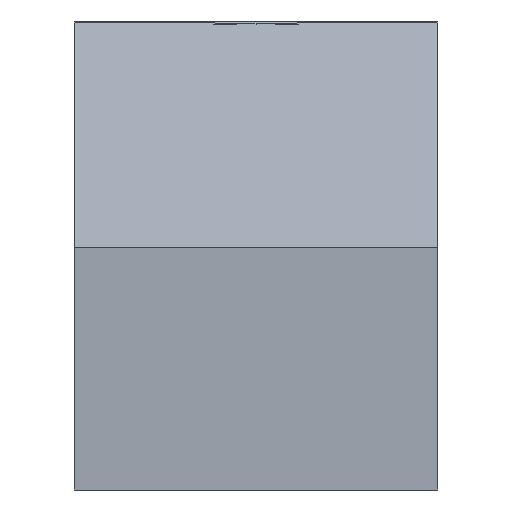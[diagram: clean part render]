
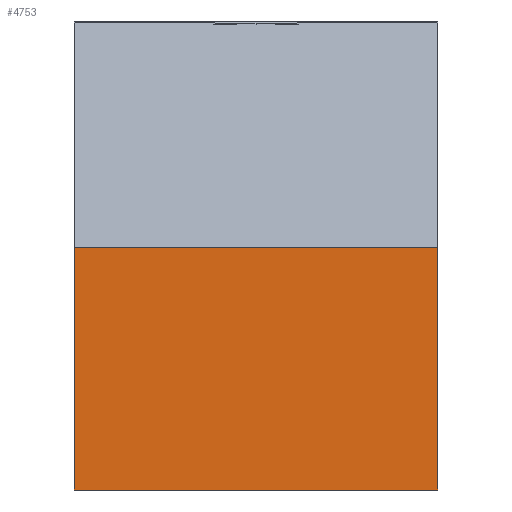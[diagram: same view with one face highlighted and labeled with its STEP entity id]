
A CAD part, left-side view. The second image highlights one B-rep face of the part: STEP entity #4753.
In plain terms, the highlighted planar face has unit normal (-1, 0, 0).
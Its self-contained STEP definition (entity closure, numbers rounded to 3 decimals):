
#44 = PLANE('',#45);
#45 = AXIS2_PLACEMENT_3D('',#46,#47,#48);
#46 = CARTESIAN_POINT('',(12.55,3.008,
    0.008));
#47 = DIRECTION('',(-0.,-0.,-1.));
#48 = DIRECTION('',(-1.,0.,0.));
#72 = PLANE('',#73);
#73 = AXIS2_PLACEMENT_3D('',#74,#75,#76);
#74 = CARTESIAN_POINT('',(12.531,6.008,2.772)
  );
#75 = DIRECTION('',(0.,1.,0.));
#76 = DIRECTION('',(0.,0.,1.));
#126 = PLANE('',#127);
#127 = AXIS2_PLACEMENT_3D('',#128,#129,#130);
#128 = CARTESIAN_POINT('',(12.531,0.008,
    2.772));
#129 = DIRECTION('',(-0.,-1.,-0.));
#130 = DIRECTION('',(0.,0.,-1.));
#143 = VERTEX_POINT('',#144);
#144 = CARTESIAN_POINT('',(0.009,0.008,
    0.008));
#165 = EDGE_CURVE('',#143,#166,#168,.T.);
#166 = VERTEX_POINT('',#167);
#167 = CARTESIAN_POINT('',(0.009,6.008,
    0.008));
#168 = SURFACE_CURVE('',#169,(#173,#180),.PCURVE_S1.);
#169 = LINE('',#170,#171);
#170 = CARTESIAN_POINT('',(0.009,0.008,
    0.008));
#171 = VECTOR('',#172,1.);
#172 = DIRECTION('',(0.,1.,0.));
#173 = PCURVE('',#44,#174);
#174 = DEFINITIONAL_REPRESENTATION('',(#175),#179);
#175 = LINE('',#176,#177);
#176 = CARTESIAN_POINT('',(12.54,-3.));
#177 = VECTOR('',#178,1.);
#178 = DIRECTION('',(0.,1.));
#179 = ( GEOMETRIC_REPRESENTATION_CONTEXT(2) 
PARAMETRIC_REPRESENTATION_CONTEXT() REPRESENTATION_CONTEXT('2D SPACE',''
  ) );
#180 = PCURVE('',#181,#186);
#181 = PLANE('',#182);
#182 = AXIS2_PLACEMENT_3D('',#183,#184,#185);
#183 = CARTESIAN_POINT('',(0.009,3.008,
    2.008));
#184 = DIRECTION('',(-1.,-0.,-0.));
#185 = DIRECTION('',(0.,0.,-1.));
#186 = DEFINITIONAL_REPRESENTATION('',(#187),#191);
#187 = LINE('',#188,#189);
#188 = CARTESIAN_POINT('',(2.,3.));
#189 = VECTOR('',#190,1.);
#190 = DIRECTION('',(0.,-1.));
#191 = ( GEOMETRIC_REPRESENTATION_CONTEXT(2) 
PARAMETRIC_REPRESENTATION_CONTEXT() REPRESENTATION_CONTEXT('2D SPACE',''
  ) );
#4753 = ADVANCED_FACE('',(#4754),#181,.T.);
#4754 = FACE_BOUND('',#4755,.T.);
#4755 = EDGE_LOOP('',(#4756,#4786,#4807,#4808));
#4756 = ORIENTED_EDGE('',*,*,#4757,.T.);
#4757 = EDGE_CURVE('',#4758,#4760,#4762,.T.);
#4758 = VERTEX_POINT('',#4759);
#4759 = CARTESIAN_POINT('',(0.009,0.008,
    4.008));
#4760 = VERTEX_POINT('',#4761);
#4761 = CARTESIAN_POINT('',(0.009,6.008,
    4.008));
#4762 = SURFACE_CURVE('',#4763,(#4767,#4774),.PCURVE_S1.);
#4763 = LINE('',#4764,#4765);
#4764 = CARTESIAN_POINT('',(0.009,0.008,
    4.008));
#4765 = VECTOR('',#4766,1.);
#4766 = DIRECTION('',(0.,1.,0.));
#4767 = PCURVE('',#181,#4768);
#4768 = DEFINITIONAL_REPRESENTATION('',(#4769),#4773);
#4769 = LINE('',#4770,#4771);
#4770 = CARTESIAN_POINT('',(-2.,3.));
#4771 = VECTOR('',#4772,1.);
#4772 = DIRECTION('',(0.,-1.));
#4773 = ( GEOMETRIC_REPRESENTATION_CONTEXT(2) 
PARAMETRIC_REPRESENTATION_CONTEXT() REPRESENTATION_CONTEXT('2D SPACE',''
  ) );
#4774 = PCURVE('',#4775,#4780);
#4775 = PLANE('',#4776);
#4776 = AXIS2_PLACEMENT_3D('',#4777,#4778,#4779);
#4777 = CARTESIAN_POINT('',(3.092,3.008,4.008)
  );
#4778 = DIRECTION('',(0.,0.,1.));
#4779 = DIRECTION('',(1.,0.,0.));
#4780 = DEFINITIONAL_REPRESENTATION('',(#4781),#4785);
#4781 = LINE('',#4782,#4783);
#4782 = CARTESIAN_POINT('',(-3.083,-3.));
#4783 = VECTOR('',#4784,1.);
#4784 = DIRECTION('',(0.,1.));
#4785 = ( GEOMETRIC_REPRESENTATION_CONTEXT(2) 
PARAMETRIC_REPRESENTATION_CONTEXT() REPRESENTATION_CONTEXT('2D SPACE',''
  ) );
#4786 = ORIENTED_EDGE('',*,*,#4787,.T.);
#4787 = EDGE_CURVE('',#4760,#166,#4788,.T.);
#4788 = SURFACE_CURVE('',#4789,(#4793,#4800),.PCURVE_S1.);
#4789 = LINE('',#4790,#4791);
#4790 = CARTESIAN_POINT('',(0.009,6.008,
    4.008));
#4791 = VECTOR('',#4792,1.);
#4792 = DIRECTION('',(0.,0.,-1.));
#4793 = PCURVE('',#181,#4794);
#4794 = DEFINITIONAL_REPRESENTATION('',(#4795),#4799);
#4795 = LINE('',#4796,#4797);
#4796 = CARTESIAN_POINT('',(-2.,-3.));
#4797 = VECTOR('',#4798,1.);
#4798 = DIRECTION('',(1.,0.));
#4799 = ( GEOMETRIC_REPRESENTATION_CONTEXT(2) 
PARAMETRIC_REPRESENTATION_CONTEXT() REPRESENTATION_CONTEXT('2D SPACE',''
  ) );
#4800 = PCURVE('',#72,#4801);
#4801 = DEFINITIONAL_REPRESENTATION('',(#4802),#4806);
#4802 = LINE('',#4803,#4804);
#4803 = CARTESIAN_POINT('',(1.236,-12.522));
#4804 = VECTOR('',#4805,1.);
#4805 = DIRECTION('',(-1.,0.));
#4806 = ( GEOMETRIC_REPRESENTATION_CONTEXT(2) 
PARAMETRIC_REPRESENTATION_CONTEXT() REPRESENTATION_CONTEXT('2D SPACE',''
  ) );
#4807 = ORIENTED_EDGE('',*,*,#165,.F.);
#4808 = ORIENTED_EDGE('',*,*,#4809,.T.);
#4809 = EDGE_CURVE('',#143,#4758,#4810,.T.);
#4810 = SURFACE_CURVE('',#4811,(#4815,#4822),.PCURVE_S1.);
#4811 = LINE('',#4812,#4813);
#4812 = CARTESIAN_POINT('',(0.009,0.008,
    0.008));
#4813 = VECTOR('',#4814,1.);
#4814 = DIRECTION('',(0.,0.,1.));
#4815 = PCURVE('',#181,#4816);
#4816 = DEFINITIONAL_REPRESENTATION('',(#4817),#4821);
#4817 = LINE('',#4818,#4819);
#4818 = CARTESIAN_POINT('',(2.,3.));
#4819 = VECTOR('',#4820,1.);
#4820 = DIRECTION('',(-1.,0.));
#4821 = ( GEOMETRIC_REPRESENTATION_CONTEXT(2) 
PARAMETRIC_REPRESENTATION_CONTEXT() REPRESENTATION_CONTEXT('2D SPACE',''
  ) );
#4822 = PCURVE('',#126,#4823);
#4823 = DEFINITIONAL_REPRESENTATION('',(#4824),#4828);
#4824 = LINE('',#4825,#4826);
#4825 = CARTESIAN_POINT('',(2.764,-12.522));
#4826 = VECTOR('',#4827,1.);
#4827 = DIRECTION('',(-1.,0.));
#4828 = ( GEOMETRIC_REPRESENTATION_CONTEXT(2) 
PARAMETRIC_REPRESENTATION_CONTEXT() REPRESENTATION_CONTEXT('2D SPACE',''
  ) );
